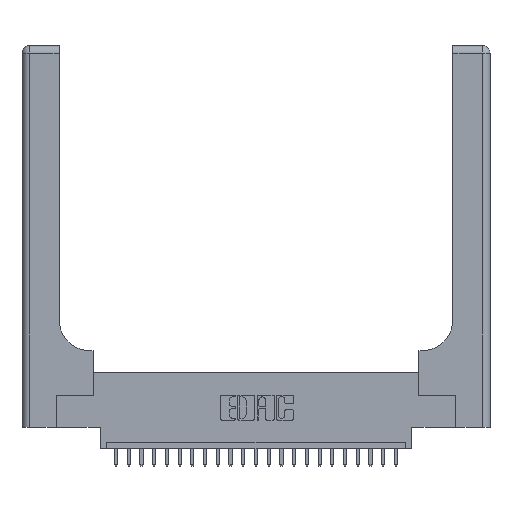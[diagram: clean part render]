
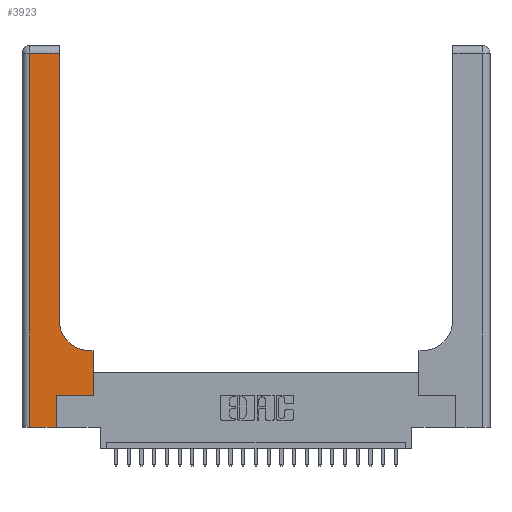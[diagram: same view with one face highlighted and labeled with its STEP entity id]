
A CAD part, top view. The second image highlights one B-rep face of the part: STEP entity #3923.
In plain terms, the highlighted planar face has unit normal (0, 0, 1).
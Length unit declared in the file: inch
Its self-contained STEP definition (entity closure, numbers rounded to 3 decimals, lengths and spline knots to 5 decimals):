
#57 = FACE_OUTER_BOUND ( 'NONE', #5428, .T. ) ;
#400 = VERTEX_POINT ( 'NONE', #24071 ) ;
#615 = VERTEX_POINT ( 'NONE', #19272 ) ;
#638 = EDGE_CURVE ( 'NONE', #7265, #3027, #2363, .T. ) ;
#649 = LINE ( 'NONE', #14967, #3115 ) ;
#733 = EDGE_CURVE ( 'NONE', #615, #7265, #23348, .T. ) ;
#828 = EDGE_CURVE ( 'NONE', #400, #23660, #7236, .T. ) ;
#834 = VECTOR ( 'NONE', #22371, 39.37008 ) ;
#1353 = LINE ( 'NONE', #4476, #25105 ) ;
#1390 = DIRECTION ( 'NONE',  ( -1., 0., 0. ) ) ;
#1515 = CARTESIAN_POINT ( 'NONE',  ( 0., 3., 0.37 ) ) ;
#1854 = CARTESIAN_POINT ( 'NONE',  ( 0.5585, 0.25, 0.37 ) ) ;
#1932 = ORIENTED_EDGE ( 'NONE', *, *, #733, .T. ) ;
#2363 = LINE ( 'NONE', #2630, #2675 ) ;
#2630 = CARTESIAN_POINT ( 'NONE',  ( 0.269, 0., 0.37 ) ) ;
#2675 = VECTOR ( 'NONE', #14170, 39.37008 ) ;
#3027 = VERTEX_POINT ( 'NONE', #8434 ) ;
#3115 = VECTOR ( 'NONE', #5313, 39.37008 ) ;
#3923 = ADVANCED_FACE ( 'NONE', ( #57 ), #15254, .F. ) ;
#4225 = EDGE_CURVE ( 'NONE', #15018, #615, #649, .T. ) ;
#4396 = ORIENTED_EDGE ( 'NONE', *, *, #828, .T. ) ;
#4476 = CARTESIAN_POINT ( 'NONE',  ( 0.269, 0.25, 0.37 ) ) ;
#4771 = ORIENTED_EDGE ( 'NONE', *, *, #21045, .T. ) ;
#4907 = CARTESIAN_POINT ( 'NONE',  ( 0., 0., 0.37 ) ) ;
#5261 = EDGE_CURVE ( 'NONE', #19759, #400, #14273, .T. ) ;
#5313 = DIRECTION ( 'NONE',  ( 0., -1., 0. ) ) ;
#5360 = DIRECTION ( 'NONE',  ( 0., 0., -1. ) ) ;
#5428 = EDGE_LOOP ( 'NONE', ( #4396, #10564, #9007, #1932, #17057, #13495, #4771, #18380, #10532 ) ) ;
#6786 = CARTESIAN_POINT ( 'NONE',  ( 0.06, 2.94, 0.37 ) ) ;
#7236 = LINE ( 'NONE', #8385, #20319 ) ;
#7265 = VERTEX_POINT ( 'NONE', #22080 ) ;
#8385 = CARTESIAN_POINT ( 'NONE',  ( 0.2915, 3., 0.37 ) ) ;
#8434 = CARTESIAN_POINT ( 'NONE',  ( 0.269, 0.25, 0.37 ) ) ;
#8677 = CARTESIAN_POINT ( 'NONE',  ( 0.5585, 0.6, 0.37 ) ) ;
#8920 = LINE ( 'NONE', #1854, #11060 ) ;
#9007 = ORIENTED_EDGE ( 'NONE', *, *, #4225, .T. ) ;
#9196 = DIRECTION ( 'NONE',  ( -1., 0., 0. ) ) ;
#9772 = CARTESIAN_POINT ( 'NONE',  ( 0.5415, 0.6, 0.37 ) ) ;
#10197 = CARTESIAN_POINT ( 'NONE',  ( 0.5585, 0.25, 0.37 ) ) ;
#10532 = ORIENTED_EDGE ( 'NONE', *, *, #5261, .T. ) ;
#10564 = ORIENTED_EDGE ( 'NONE', *, *, #17182, .T. ) ;
#10915 = CARTESIAN_POINT ( 'NONE',  ( 0., 2.94, 0.37 ) ) ;
#11060 = VECTOR ( 'NONE', #21479, 39.37008 ) ;
#12131 = VECTOR ( 'NONE', #1390, 39.37008 ) ;
#12150 = EDGE_CURVE ( 'NONE', #3027, #20581, #1353, .T. ) ;
#13071 = LINE ( 'NONE', #22558, #12131 ) ;
#13495 = ORIENTED_EDGE ( 'NONE', *, *, #12150, .T. ) ;
#14170 = DIRECTION ( 'NONE',  ( 0., 1., 0. ) ) ;
#14273 = CIRCLE ( 'NONE', #16353, 0.25 ) ;
#14508 = VERTEX_POINT ( 'NONE', #8677 ) ;
#14868 = DIRECTION ( 'NONE',  ( 1., 0., 0. ) ) ;
#14883 = VECTOR ( 'NONE', #9196, 39.37008 ) ;
#14967 = CARTESIAN_POINT ( 'NONE',  ( 0.06, 3., 0.37 ) ) ;
#15018 = VERTEX_POINT ( 'NONE', #6786 ) ;
#15254 = PLANE ( 'NONE',  #24394 ) ;
#16353 = AXIS2_PLACEMENT_3D ( 'NONE', #18632, #20679, #14868 ) ;
#16819 = EDGE_CURVE ( 'NONE', #14508, #19759, #13071, .T. ) ;
#17057 = ORIENTED_EDGE ( 'NONE', *, *, #638, .T. ) ;
#17182 = EDGE_CURVE ( 'NONE', #23660, #15018, #17597, .T. ) ;
#17597 = LINE ( 'NONE', #10915, #14883 ) ;
#18026 = DIRECTION ( 'NONE',  ( 1., 0., 0. ) ) ;
#18380 = ORIENTED_EDGE ( 'NONE', *, *, #16819, .T. ) ;
#18632 = CARTESIAN_POINT ( 'NONE',  ( 0.5415, 0.85, 0.37 ) ) ;
#19052 = DIRECTION ( 'NONE',  ( 0., 1., 0. ) ) ;
#19272 = CARTESIAN_POINT ( 'NONE',  ( 0.06, 0., 0.37 ) ) ;
#19759 = VERTEX_POINT ( 'NONE', #9772 ) ;
#20319 = VECTOR ( 'NONE', #19052, 39.37008 ) ;
#20581 = VERTEX_POINT ( 'NONE', #10197 ) ;
#20679 = DIRECTION ( 'NONE',  ( 0., 0., -1. ) ) ;
#21045 = EDGE_CURVE ( 'NONE', #20581, #14508, #8920, .T. ) ;
#21047 = CARTESIAN_POINT ( 'NONE',  ( 0.2915, 2.94, 0.37 ) ) ;
#21479 = DIRECTION ( 'NONE',  ( 0., 1., 0. ) ) ;
#22080 = CARTESIAN_POINT ( 'NONE',  ( 0.269, 0., 0.37 ) ) ;
#22371 = DIRECTION ( 'NONE',  ( 1., 0., 0. ) ) ;
#22558 = CARTESIAN_POINT ( 'NONE',  ( 0.2915, 0.6, 0.37 ) ) ;
#23348 = LINE ( 'NONE', #4907, #834 ) ;
#23660 = VERTEX_POINT ( 'NONE', #21047 ) ;
#24071 = CARTESIAN_POINT ( 'NONE',  ( 0.2915, 0.85, 0.37 ) ) ;
#24394 = AXIS2_PLACEMENT_3D ( 'NONE', #1515, #5360, #25080 ) ;
#25080 = DIRECTION ( 'NONE',  ( -1., 0., 0. ) ) ;
#25105 = VECTOR ( 'NONE', #18026, 39.37008 ) ;
